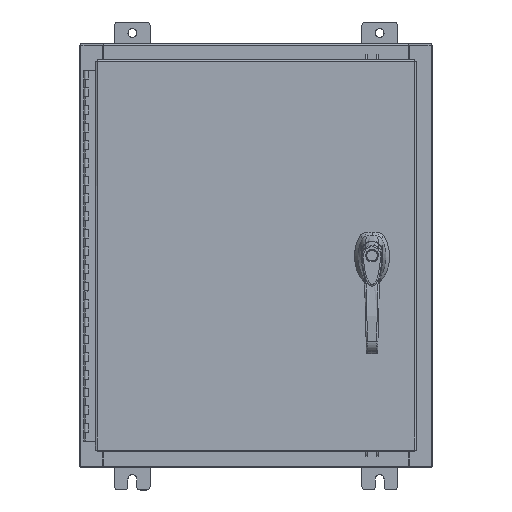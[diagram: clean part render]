
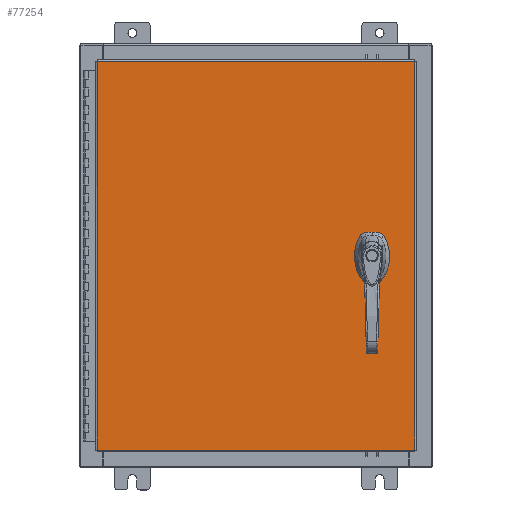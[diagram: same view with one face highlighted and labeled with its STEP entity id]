
A CAD part, top view. The second image highlights one B-rep face of the part: STEP entity #77254.
In plain terms, the highlighted planar face has unit normal (0, 0, 1).
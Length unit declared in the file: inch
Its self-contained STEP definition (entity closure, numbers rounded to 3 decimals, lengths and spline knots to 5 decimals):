
#35 = DIRECTION ( 'NONE',  ( 1., 0., 0. ) ) ;
#329 = CIRCLE ( 'NONE', #53628, 0.45 ) ;
#671 = EDGE_CURVE ( 'NONE', #4082, #47162, #64494, .T. ) ;
#3072 = ORIENTED_EDGE ( 'NONE', *, *, #59190, .F. ) ;
#4082 = VERTEX_POINT ( 'NONE', #43702 ) ;
#5773 = CARTESIAN_POINT ( 'NONE',  ( 6.37777, 0.403, 0. ) ) ;
#5911 = CARTESIAN_POINT ( 'NONE',  ( 6.7495, -1.338, 0. ) ) ;
#7752 = EDGE_CURVE ( 'NONE', #74062, #84587, #53035, .T. ) ;
#8750 = DIRECTION ( 'NONE',  ( -1., 0., 0. ) ) ;
#9817 = DIRECTION ( 'NONE',  ( 1., 0., 0. ) ) ;
#9964 = CARTESIAN_POINT ( 'NONE',  ( 6.578, -1.338, 0. ) ) ;
#10361 = VECTOR ( 'NONE', #20219, 39.37008 ) ;
#11484 = VECTOR ( 'NONE', #8750, 39.37008 ) ;
#11753 = ORIENTED_EDGE ( 'NONE', *, *, #97226, .T. ) ;
#12546 = DIRECTION ( 'NONE',  ( 0., 1., 0. ) ) ;
#12658 = VECTOR ( 'NONE', #27191, 39.37008 ) ;
#13986 = EDGE_LOOP ( 'NONE', ( #11753, #92557, #30170, #97255, #29925, #59812, #25730, #43726 ) ) ;
#14292 = VERTEX_POINT ( 'NONE', #17845 ) ;
#15350 = LINE ( 'NONE', #70741, #12658 ) ;
#17845 = CARTESIAN_POINT ( 'NONE',  ( 6.4065, -1.338, 0. ) ) ;
#18510 = VERTEX_POINT ( 'NONE', #29037 ) ;
#18661 = DIRECTION ( 'NONE',  ( 1., 0., 0. ) ) ;
#18869 = EDGE_CURVE ( 'NONE', #34440, #18510, #76767, .T. ) ;
#19389 = VECTOR ( 'NONE', #81176, 39.37008 ) ;
#20219 = DIRECTION ( 'NONE',  ( 0., -1., 0. ) ) ;
#20584 = CARTESIAN_POINT ( 'NONE',  ( -8.9903, 11.0063, 0. ) ) ;
#20913 = VERTEX_POINT ( 'NONE', #43452 ) ;
#22100 = VERTEX_POINT ( 'NONE', #102877 ) ;
#22327 = EDGE_CURVE ( 'NONE', #105996, #111322, #65459, .T. ) ;
#22703 = CARTESIAN_POINT ( 'NONE',  ( 6.175, 0.20023, 0. ) ) ;
#22837 = ORIENTED_EDGE ( 'NONE', *, *, #18869, .T. ) ;
#23732 = AXIS2_PLACEMENT_3D ( 'NONE', #35970, #105298, #53369 ) ;
#24660 = CIRCLE ( 'NONE', #101564, 0.1715 ) ;
#24997 = VERTEX_POINT ( 'NONE', #65575 ) ;
#25730 = ORIENTED_EDGE ( 'NONE', *, *, #48371, .F. ) ;
#27191 = DIRECTION ( 'NONE',  ( 0., -1., 0. ) ) ;
#29037 = CARTESIAN_POINT ( 'NONE',  ( 8.9903, -11.0063, 0. ) ) ;
#29925 = ORIENTED_EDGE ( 'NONE', *, *, #22327, .F. ) ;
#30170 = ORIENTED_EDGE ( 'NONE', *, *, #78289, .F. ) ;
#30302 = FACE_OUTER_BOUND ( 'NONE', #57434, .T. ) ;
#32629 = EDGE_CURVE ( 'NONE', #18510, #24997, #54844, .T. ) ;
#33025 = DIRECTION ( 'NONE',  ( 0., 0., 1. ) ) ;
#33143 = ORIENTED_EDGE ( 'NONE', *, *, #92904, .T. ) ;
#34329 = CARTESIAN_POINT ( 'NONE',  ( 6.578, 0., 0. ) ) ;
#34440 = VERTEX_POINT ( 'NONE', #44446 ) ;
#34564 = VECTOR ( 'NONE', #12546, 39.37008 ) ;
#35102 = CIRCLE ( 'NONE', #75811, 0.1715 ) ;
#35650 = CARTESIAN_POINT ( 'NONE',  ( 6.578, -1.338, 0. ) ) ;
#35970 = CARTESIAN_POINT ( 'NONE',  ( 0., 0., 0. ) ) ;
#37944 = DIRECTION ( 'NONE',  ( 0., 0., 1. ) ) ;
#38689 = ORIENTED_EDGE ( 'NONE', *, *, #32629, .T. ) ;
#39657 = LINE ( 'NONE', #45626, #108763 ) ;
#41473 = AXIS2_PLACEMENT_3D ( 'NONE', #65270, #33025, #9817 ) ;
#41973 = CARTESIAN_POINT ( 'NONE',  ( 6.77823, 0.403, 0. ) ) ;
#43053 = DIRECTION ( 'NONE',  ( 1., 0., 0. ) ) ;
#43452 = CARTESIAN_POINT ( 'NONE',  ( 6.37777, -0.403, 0. ) ) ;
#43702 = CARTESIAN_POINT ( 'NONE',  ( 6.77823, -0.403, 0. ) ) ;
#43726 = ORIENTED_EDGE ( 'NONE', *, *, #7752, .F. ) ;
#44350 = DIRECTION ( 'NONE',  ( 1., 0., 0. ) ) ;
#44446 = CARTESIAN_POINT ( 'NONE',  ( -8.9903, -11.0063, 0. ) ) ;
#45626 = CARTESIAN_POINT ( 'NONE',  ( 0., -0.403, 0. ) ) ;
#47162 = VERTEX_POINT ( 'NONE', #104127 ) ;
#48371 = EDGE_CURVE ( 'NONE', #84587, #61767, #80604, .T. ) ;
#48386 = VECTOR ( 'NONE', #59909, 39.37008 ) ;
#51403 = EDGE_CURVE ( 'NONE', #111322, #20913, #61572, .T. ) ;
#51907 = DIRECTION ( 'NONE',  ( 0., 0., 1. ) ) ;
#53035 = CIRCLE ( 'NONE', #78793, 0.45 ) ;
#53364 = FACE_BOUND ( 'NONE', #13986, .T. ) ;
#53369 = DIRECTION ( 'NONE',  ( -1., 0., 0. ) ) ;
#53628 = AXIS2_PLACEMENT_3D ( 'NONE', #89836, #37944, #98594 ) ;
#54677 = CARTESIAN_POINT ( 'NONE',  ( 6.175, 0., 0. ) ) ;
#54844 = LINE ( 'NONE', #97473, #34564 ) ;
#57434 = EDGE_LOOP ( 'NONE', ( #22837, #38689, #33143, #83363 ) ) ;
#58901 = CARTESIAN_POINT ( 'NONE',  ( -8.9903, -11.0063, 0. ) ) ;
#59190 = EDGE_CURVE ( 'NONE', #14292, #77751, #35102, .T. ) ;
#59812 = ORIENTED_EDGE ( 'NONE', *, *, #98546, .F. ) ;
#59909 = DIRECTION ( 'NONE',  ( -1., 0., 0. ) ) ;
#61572 = CIRCLE ( 'NONE', #83474, 0.45 ) ;
#61767 = VERTEX_POINT ( 'NONE', #5773 ) ;
#64494 = CIRCLE ( 'NONE', #41473, 0.45 ) ;
#65270 = CARTESIAN_POINT ( 'NONE',  ( 6.578, 0., 0. ) ) ;
#65459 = LINE ( 'NONE', #54677, #19389 ) ;
#65575 = CARTESIAN_POINT ( 'NONE',  ( 8.9903, 11.0063, 0. ) ) ;
#68801 = LINE ( 'NONE', #111817, #48386 ) ;
#70566 = DIRECTION ( 'NONE',  ( 0., 0., 1. ) ) ;
#70741 = CARTESIAN_POINT ( 'NONE',  ( 6.981, 0., 0. ) ) ;
#74062 = VERTEX_POINT ( 'NONE', #74370 ) ;
#74370 = CARTESIAN_POINT ( 'NONE',  ( 6.981, 0.20023, 0. ) ) ;
#75811 = AXIS2_PLACEMENT_3D ( 'NONE', #9964, #70566, #18661 ) ;
#76767 = LINE ( 'NONE', #58901, #94438 ) ;
#77254 = ADVANCED_FACE ( 'NONE', ( #99439, #30302, #53364 ), #79120, .F. ) ;
#77751 = VERTEX_POINT ( 'NONE', #5911 ) ;
#78289 = EDGE_CURVE ( 'NONE', #20913, #4082, #39657, .T. ) ;
#78793 = AXIS2_PLACEMENT_3D ( 'NONE', #103832, #51907, #35 ) ;
#79120 = PLANE ( 'NONE',  #23732 ) ;
#80571 = EDGE_CURVE ( 'NONE', #77751, #14292, #24660, .T. ) ;
#80604 = LINE ( 'NONE', #94779, #11484 ) ;
#81176 = DIRECTION ( 'NONE',  ( 0., -1., 0. ) ) ;
#81835 = ORIENTED_EDGE ( 'NONE', *, *, #80571, .F. ) ;
#83363 = ORIENTED_EDGE ( 'NONE', *, *, #87092, .T. ) ;
#83474 = AXIS2_PLACEMENT_3D ( 'NONE', #34329, #94970, #43053 ) ;
#84587 = VERTEX_POINT ( 'NONE', #41973 ) ;
#87092 = EDGE_CURVE ( 'NONE', #22100, #34440, #99813, .T. ) ;
#89447 = CARTESIAN_POINT ( 'NONE',  ( 6.175, -0.20023, 0. ) ) ;
#89836 = CARTESIAN_POINT ( 'NONE',  ( 6.578, 0., 0. ) ) ;
#92557 = ORIENTED_EDGE ( 'NONE', *, *, #671, .F. ) ;
#92904 = EDGE_CURVE ( 'NONE', #24997, #22100, #68801, .T. ) ;
#93410 = DIRECTION ( 'NONE',  ( 1., 0., 0. ) ) ;
#94438 = VECTOR ( 'NONE', #93410, 39.37008 ) ;
#94779 = CARTESIAN_POINT ( 'NONE',  ( 0., 0.403, 0. ) ) ;
#94970 = DIRECTION ( 'NONE',  ( 0., 0., 1. ) ) ;
#96287 = DIRECTION ( 'NONE',  ( 0., 0., 1. ) ) ;
#97226 = EDGE_CURVE ( 'NONE', #74062, #47162, #15350, .T. ) ;
#97255 = ORIENTED_EDGE ( 'NONE', *, *, #51403, .F. ) ;
#97473 = CARTESIAN_POINT ( 'NONE',  ( 8.9903, -11.0063, 0. ) ) ;
#97554 = DIRECTION ( 'NONE',  ( 1., 0., 0. ) ) ;
#98546 = EDGE_CURVE ( 'NONE', #61767, #105996, #329, .T. ) ;
#98594 = DIRECTION ( 'NONE',  ( 1., 0., 0. ) ) ;
#99439 = FACE_BOUND ( 'NONE', #108105, .T. ) ;
#99813 = LINE ( 'NONE', #20584, #10361 ) ;
#101564 = AXIS2_PLACEMENT_3D ( 'NONE', #35650, #96287, #44350 ) ;
#102877 = CARTESIAN_POINT ( 'NONE',  ( -8.9903, 11.0063, 0. ) ) ;
#103832 = CARTESIAN_POINT ( 'NONE',  ( 6.578, 0., 0. ) ) ;
#104127 = CARTESIAN_POINT ( 'NONE',  ( 6.981, -0.20023, 0. ) ) ;
#105298 = DIRECTION ( 'NONE',  ( 0., 0., -1. ) ) ;
#105996 = VERTEX_POINT ( 'NONE', #22703 ) ;
#108105 = EDGE_LOOP ( 'NONE', ( #81835, #3072 ) ) ;
#108763 = VECTOR ( 'NONE', #97554, 39.37008 ) ;
#111322 = VERTEX_POINT ( 'NONE', #89447 ) ;
#111817 = CARTESIAN_POINT ( 'NONE',  ( 8.9903, 11.0063, 0. ) ) ;
